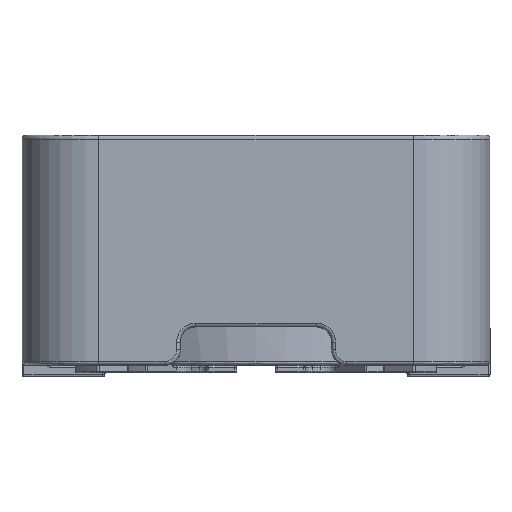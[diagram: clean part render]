
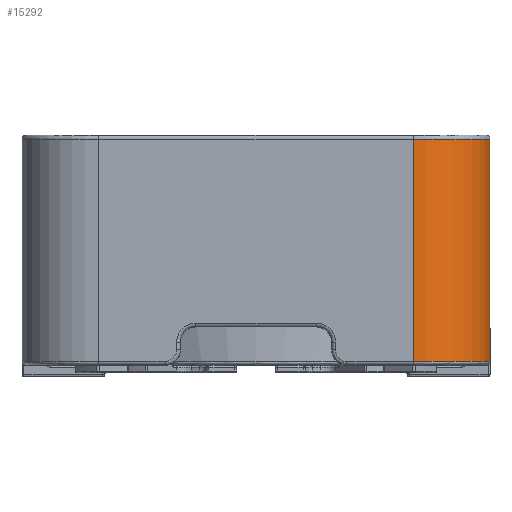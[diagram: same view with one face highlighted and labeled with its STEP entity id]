
A CAD part, front view. The second image highlights one B-rep face of the part: STEP entity #15292.
In plain terms, the highlighted cylindrical face has radius 2 mm (diameter 4 mm), a partial arc.
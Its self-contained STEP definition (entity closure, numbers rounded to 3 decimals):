
#807 = DIRECTION ( 'NONE',  ( 0., 0., -1. ) ) ;
#1882 = VECTOR ( 'NONE', #807, 1000. ) ;
#4998 = ORIENTED_EDGE ( 'NONE', *, *, #33583, .T. ) ;
#5345 = CARTESIAN_POINT ( 'NONE',  ( 22.541, -0.146, 6.106 ) ) ;
#5392 = ORIENTED_EDGE ( 'NONE', *, *, #20919, .T. ) ;
#7751 = VERTEX_POINT ( 'NONE', #33774 ) ;
#8043 = DIRECTION ( 'NONE',  ( 0., 0., 1. ) ) ;
#11002 = CARTESIAN_POINT ( 'NONE',  ( 24.541, 1.854, 0.206 ) ) ;
#12421 = FACE_OUTER_BOUND ( 'NONE', #18106, .T. ) ;
#13457 = CARTESIAN_POINT ( 'NONE',  ( 24.541, 1.854, 6.106 ) ) ;
#15292 = ADVANCED_FACE ( 'NONE', ( #12421 ), #24490, .T. ) ;
#15444 = LINE ( 'NONE', #11002, #40077 ) ;
#17059 = VERTEX_POINT ( 'NONE', #13457 ) ;
#17877 = DIRECTION ( 'NONE',  ( 0., 0., 1. ) ) ;
#17901 = AXIS2_PLACEMENT_3D ( 'NONE', #27287, #8043, #30522 ) ;
#18106 = EDGE_LOOP ( 'NONE', ( #4998, #26406, #40351, #5392 ) ) ;
#19584 = CARTESIAN_POINT ( 'NONE',  ( 24.541, 1.854, 0.306 ) ) ;
#20025 = DIRECTION ( 'NONE',  ( 0., 0., 1. ) ) ;
#20087 = CARTESIAN_POINT ( 'NONE',  ( 22.541, -0.146, 0.206 ) ) ;
#20919 = EDGE_CURVE ( 'NONE', #35656, #7751, #26524, .T. ) ;
#24490 = CYLINDRICAL_SURFACE ( 'NONE', #31369, 2. ) ;
#24827 = VERTEX_POINT ( 'NONE', #19584 ) ;
#26406 = ORIENTED_EDGE ( 'NONE', *, *, #28426, .T. ) ;
#26524 = LINE ( 'NONE', #20087, #1882 ) ;
#26958 = AXIS2_PLACEMENT_3D ( 'NONE', #37106, #17877, #40369 ) ;
#27287 = CARTESIAN_POINT ( 'NONE',  ( 22.541, 1.854, 6.106 ) ) ;
#28426 = EDGE_CURVE ( 'NONE', #24827, #17059, #15444, .T. ) ;
#29548 = CARTESIAN_POINT ( 'NONE',  ( 22.541, 1.854, 0.206 ) ) ;
#30522 = DIRECTION ( 'NONE',  ( -1., 0., 0. ) ) ;
#31369 = AXIS2_PLACEMENT_3D ( 'NONE', #29548, #20025, #32905 ) ;
#32905 = DIRECTION ( 'NONE',  ( 1., 0., 0. ) ) ;
#33417 = DIRECTION ( 'NONE',  ( 0., 0., 1. ) ) ;
#33583 = EDGE_CURVE ( 'NONE', #7751, #24827, #35615, .T. ) ;
#33774 = CARTESIAN_POINT ( 'NONE',  ( 22.541, -0.146, 0.306 ) ) ;
#35615 = CIRCLE ( 'NONE', #26958, 2. ) ;
#35656 = VERTEX_POINT ( 'NONE', #5345 ) ;
#35829 = CIRCLE ( 'NONE', #17901, 2. ) ;
#37106 = CARTESIAN_POINT ( 'NONE',  ( 22.541, 1.854, 0.306 ) ) ;
#40077 = VECTOR ( 'NONE', #33417, 1000. ) ;
#40351 = ORIENTED_EDGE ( 'NONE', *, *, #41330, .F. ) ;
#40369 = DIRECTION ( 'NONE',  ( 1., 0., 0. ) ) ;
#41330 = EDGE_CURVE ( 'NONE', #35656, #17059, #35829, .T. ) ;
